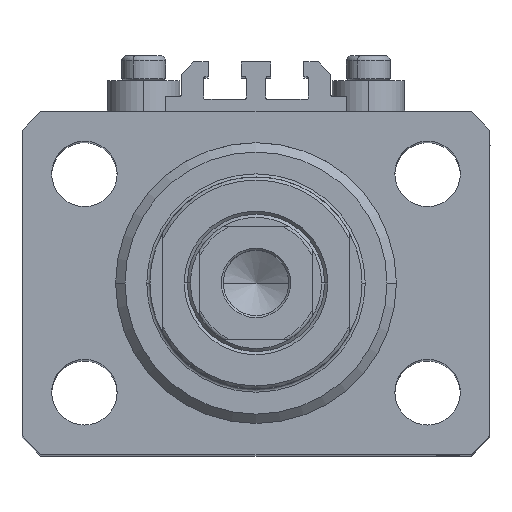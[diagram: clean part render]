
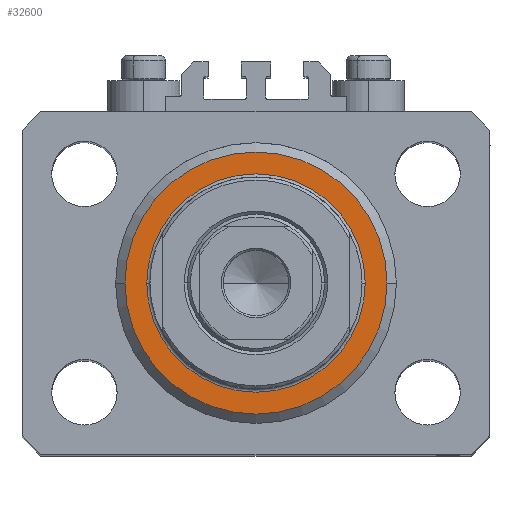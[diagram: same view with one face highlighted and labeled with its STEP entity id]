
A CAD part, top view. The second image highlights one B-rep face of the part: STEP entity #32600.
In plain terms, the highlighted face is planar.
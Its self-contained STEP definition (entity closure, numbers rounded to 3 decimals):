
#674 = AXIS2_PLACEMENT_3D ( 'NONE', #43134, #26079, #40665 ) ;
#3008 = ORIENTED_EDGE ( 'NONE', *, *, #35340, .T. ) ;
#5051 = CARTESIAN_POINT ( 'NONE',  ( 0., 0., 0. ) ) ;
#7161 = DIRECTION ( 'NONE',  ( 0., 0., 1. ) ) ;
#8159 = EDGE_CURVE ( 'NONE', #15305, #34366, #41846, .T. ) ;
#8512 = CIRCLE ( 'NONE', #19206, 21. ) ;
#8810 = CARTESIAN_POINT ( 'NONE',  ( 21., 0., 0. ) ) ;
#9786 = AXIS2_PLACEMENT_3D ( 'NONE', #29991, #18998, #22337 ) ;
#11462 = ORIENTED_EDGE ( 'NONE', *, *, #8159, .T. ) ;
#11660 = VERTEX_POINT ( 'NONE', #8810 ) ;
#12087 = CARTESIAN_POINT ( 'NONE',  ( 0., 0., 0. ) ) ;
#12853 = CARTESIAN_POINT ( 'NONE',  ( -21., 0., 0. ) ) ;
#13231 = ORIENTED_EDGE ( 'NONE', *, *, #29144, .T. ) ;
#13919 = CARTESIAN_POINT ( 'NONE',  ( 17.5, 0., 0. ) ) ;
#14570 = DIRECTION ( 'NONE',  ( 1., 0., 0. ) ) ;
#14791 = EDGE_LOOP ( 'NONE', ( #11462, #45558 ) ) ;
#15012 = VERTEX_POINT ( 'NONE', #12853 ) ;
#15305 = VERTEX_POINT ( 'NONE', #13919 ) ;
#18869 = AXIS2_PLACEMENT_3D ( 'NONE', #39907, #7161, #14570 ) ;
#18998 = DIRECTION ( 'NONE',  ( 0., 0., 1. ) ) ;
#19206 = AXIS2_PLACEMENT_3D ( 'NONE', #5051, #41864, #34212 ) ;
#20517 = EDGE_CURVE ( 'NONE', #34366, #15305, #41014, .T. ) ;
#22337 = DIRECTION ( 'NONE',  ( 1., 0., 0. ) ) ;
#23531 = EDGE_LOOP ( 'NONE', ( #3008, #13231 ) ) ;
#26079 = DIRECTION ( 'NONE',  ( 0., 0., -1. ) ) ;
#26671 = DIRECTION ( 'NONE',  ( 1., 0., 0. ) ) ;
#26747 = CARTESIAN_POINT ( 'NONE',  ( -17.5, 0., 0. ) ) ;
#27487 = AXIS2_PLACEMENT_3D ( 'NONE', #12087, #37197, #26671 ) ;
#29144 = EDGE_CURVE ( 'NONE', #15012, #11660, #41906, .T. ) ;
#29991 = CARTESIAN_POINT ( 'NONE',  ( 0., 0., 0. ) ) ;
#30025 = FACE_OUTER_BOUND ( 'NONE', #23531, .T. ) ;
#30252 = FACE_BOUND ( 'NONE', #14791, .T. ) ;
#32600 = ADVANCED_FACE ( 'NONE', ( #30252, #30025 ), #43924, .F. ) ;
#34212 = DIRECTION ( 'NONE',  ( 1., 0., 0. ) ) ;
#34366 = VERTEX_POINT ( 'NONE', #26747 ) ;
#35340 = EDGE_CURVE ( 'NONE', #11660, #15012, #8512, .T. ) ;
#37197 = DIRECTION ( 'NONE',  ( 0., 0., 1. ) ) ;
#39907 = CARTESIAN_POINT ( 'NONE',  ( 0., 0., 0. ) ) ;
#40665 = DIRECTION ( 'NONE',  ( 1., 0., 0. ) ) ;
#41014 = CIRCLE ( 'NONE', #18869, 17.5 ) ;
#41846 = CIRCLE ( 'NONE', #9786, 17.5 ) ;
#41864 = DIRECTION ( 'NONE',  ( 0., 0., -1. ) ) ;
#41906 = CIRCLE ( 'NONE', #674, 21. ) ;
#43134 = CARTESIAN_POINT ( 'NONE',  ( 0., 0., 0. ) ) ;
#43924 = PLANE ( 'NONE',  #27487 ) ;
#45558 = ORIENTED_EDGE ( 'NONE', *, *, #20517, .T. ) ;
